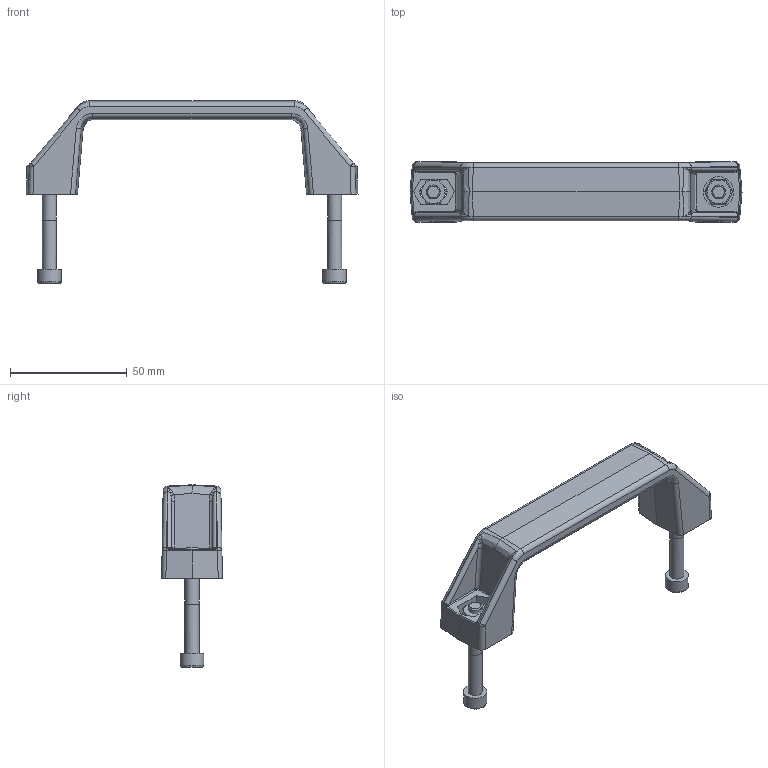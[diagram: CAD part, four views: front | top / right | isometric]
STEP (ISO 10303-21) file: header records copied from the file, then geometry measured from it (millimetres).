
FILE_DESCRIPTION(('STEP AP203'),'1');
FILE_NAME('SAFE10B1360.stp','2023-10-20T10:08:10',(' '),(' '),'Spatial InterOp 3D',' ',' ');
FILE_SCHEMA(('CONFIG_CONTROL_DESIGN'));
Length unit declared in the file: millimetre
Products named in the file (4): Kit poignée PA 120 - P1045 - AR; Vis CHC - M6x45; Ecrou hexagonal M6; Poignée PA 120
Assembly tree (5 placements, depth 2):
  Kit poignée PA 120 - P1045 - AR
    Vis CHC - M6x45  x2
    Ecrou hexagonal M6  x2
    Poignée PA 120
Bounding box: 142 x 26 x 78 mm (x, y, z)
Volume: 38782.3 mm3; surface area: 17722.5 mm2
Topology: 5 solids, 5 shells, 231 faces, 529 edges, 305 vertices
Faces by surface type: plane 79, cylinder 62, bspline 56, cone 28, sphere 4, torus 2
Full cylindrical faces by diameter (mm): 5 x2, 6 x4, 6.2 x1, 10 x2, 13 x1
Entity records: 7765 total; most frequent: CARTESIAN_POINT 2946, ORIENTED_EDGE 868, DIRECTION 700, EDGE_CURVE 434, AXIS2_PLACEMENT_3D 262, VERTEX_POINT 259, EDGE_LOOP 214, FACE_OUTER_BOUND 202
